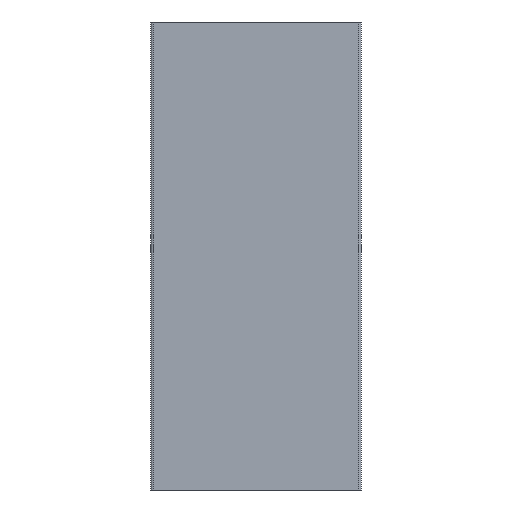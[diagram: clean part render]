
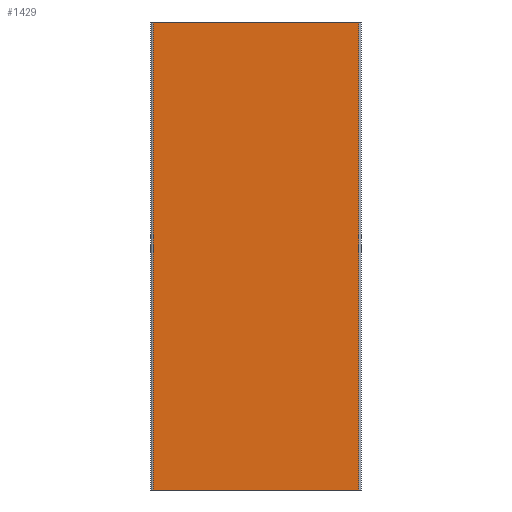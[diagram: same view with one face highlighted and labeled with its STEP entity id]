
A CAD part, left-side view. The second image highlights one B-rep face of the part: STEP entity #1429.
In plain terms, the highlighted planar face has unit normal (-1, 0, 0).
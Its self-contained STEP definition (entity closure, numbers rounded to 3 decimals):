
#174=FACE_OUTER_BOUND('',#250,.T.);
#250=EDGE_LOOP('',(#1289,#1290,#1291,#1292));
#293=LINE('',#2097,#441);
#349=LINE('',#2258,#497);
#398=LINE('',#2398,#546);
#399=LINE('',#2400,#547);
#441=VECTOR('',#1663,44.);
#497=VECTOR('',#1797,44.);
#546=VECTOR('',#1966,100.);
#547=VECTOR('',#1969,100.);
#596=VERTEX_POINT('',#2094);
#597=VERTEX_POINT('',#2096);
#662=VERTEX_POINT('',#2255);
#663=VERTEX_POINT('',#2257);
#745=EDGE_CURVE('',#596,#597,#293,.T.);
#826=EDGE_CURVE('',#663,#662,#349,.T.);
#896=EDGE_CURVE('',#596,#663,#398,.T.);
#897=EDGE_CURVE('',#597,#662,#399,.T.);
#1289=ORIENTED_EDGE('',*,*,#826,.T.);
#1290=ORIENTED_EDGE('',*,*,#897,.F.);
#1291=ORIENTED_EDGE('',*,*,#745,.F.);
#1292=ORIENTED_EDGE('',*,*,#896,.T.);
#1360=PLANE('',#1566);
#1429=ADVANCED_FACE('',(#174),#1360,.T.);
#1566=AXIS2_PLACEMENT_3D('',#2399,#1967,#1968);
#1663=DIRECTION('',(0.,1.,0.));
#1797=DIRECTION('',(0.,1.,0.));
#1966=DIRECTION('',(0.,0.,1.));
#1967=DIRECTION('center_axis',(-1.,0.,0.));
#1968=DIRECTION('ref_axis',(0.,-1.,0.));
#1969=DIRECTION('',(0.,0.,1.));
#2094=CARTESIAN_POINT('',(-22.5,-22.,0.));
#2096=CARTESIAN_POINT('',(-22.5,22.,0.));
#2097=CARTESIAN_POINT('',(-22.5,11.,0.));
#2255=CARTESIAN_POINT('',(-22.5,22.,100.));
#2257=CARTESIAN_POINT('',(-22.5,-22.,100.));
#2258=CARTESIAN_POINT('',(-22.5,11.,100.));
#2398=CARTESIAN_POINT('',(-22.5,-22.,0.));
#2399=CARTESIAN_POINT('Origin',(-22.5,22.,0.));
#2400=CARTESIAN_POINT('',(-22.5,22.,0.));
